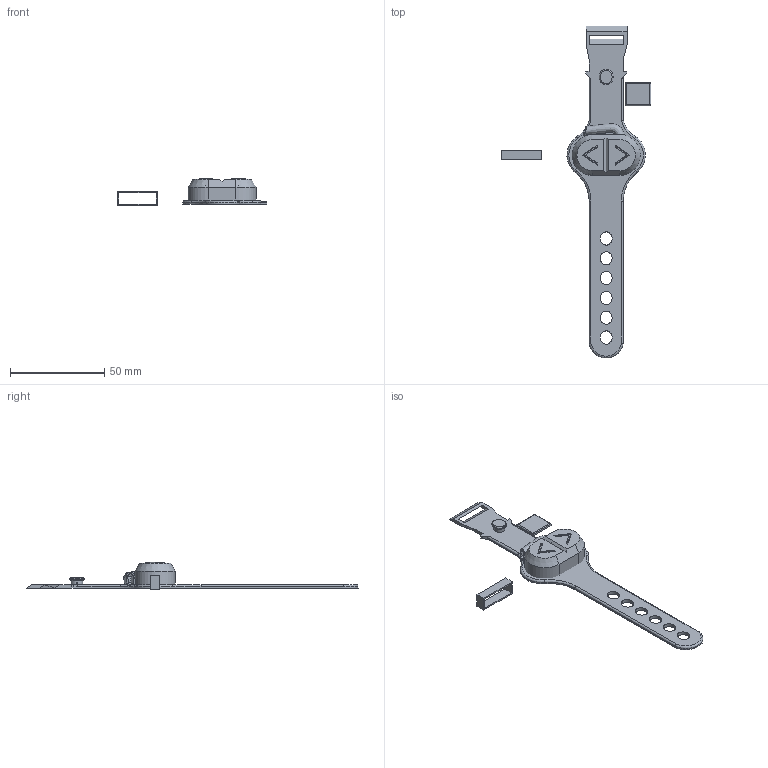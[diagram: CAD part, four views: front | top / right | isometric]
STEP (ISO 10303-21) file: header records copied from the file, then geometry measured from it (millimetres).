
FILE_DESCRIPTION(/* description */ (''),/* implementation_level */ '2;1');
FILE_NAME(/* name */ 'Shifter2in1.step',/* time_stamp */ '2023-01-30T15:12:55-06:00',/* author */ (''),/* organization */ (''),/* preprocessor_version */ 'ST-DEVELOPER v19.2',/* originating_system */ 'Autodesk Translation Framework v11.17.0.187',/* authorisation */ '');
FILE_SCHEMA (('AUTOMOTIVE_DESIGN { 1 0 10303 214 3 1 1 }'));
Length unit declared in the file: millimetre
Products named in the file (4): Shifter; Bottom_Half; Strap; Plug
Assembly tree (3 placements, depth 3):
  Shifter
    Bottom_Half
      Strap
    Plug
Bounding box: 79.55 x 176.47 x 14.5 mm (x, y, z)
Volume: 11255.1 mm3; surface area: 14048.5 mm2
Topology: 4 solids, 4 shells, 282 faces, 797 edges, 522 vertices
Faces by surface type: plane 209, cylinder 46, bspline 10, torus 9, cone 8
Full cylindrical faces by diameter (mm): 3 x2
Entity records: 10126 total; most frequent: CARTESIAN_POINT 2604, ORIENTED_EDGE 1594, DIRECTION 1489, EDGE_CURVE 797, LINE 605, VECTOR 605, VERTEX_POINT 522, AXIS2_PLACEMENT_3D 442
